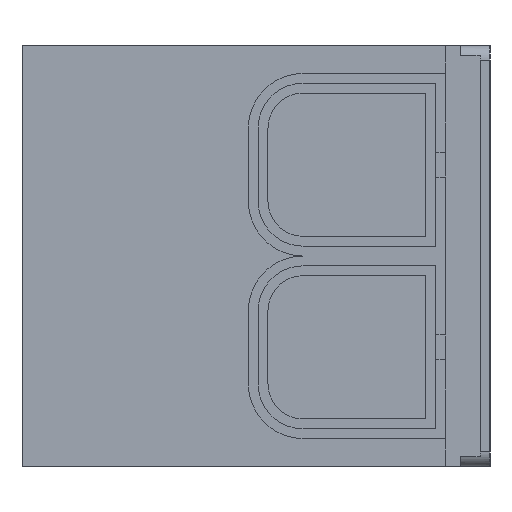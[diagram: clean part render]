
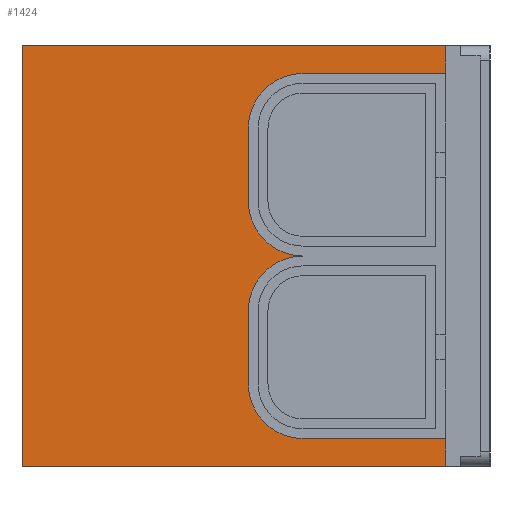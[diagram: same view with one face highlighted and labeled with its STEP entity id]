
A CAD part, left-side view. The second image highlights one B-rep face of the part: STEP entity #1424.
In plain terms, the highlighted planar face has unit normal (-1, 0, 0).
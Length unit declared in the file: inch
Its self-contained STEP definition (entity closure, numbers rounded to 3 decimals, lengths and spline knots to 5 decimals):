
#6 = LINE ( 'NONE', #1361, #4457 ) ;
#34 = EDGE_CURVE ( 'NONE', #6543, #3269, #239, .T. ) ;
#87 = DIRECTION ( 'NONE',  ( 0., -1., 0. ) ) ;
#102 = LINE ( 'NONE', #6508, #5518 ) ;
#239 = LINE ( 'NONE', #6138, #4134 ) ;
#404 = CARTESIAN_POINT ( 'NONE',  ( -1.4175, 1.25827, -0.3685 ) ) ;
#475 = CARTESIAN_POINT ( 'NONE',  ( -1.4175, 1.62677, -0.86063 ) ) ;
#620 = ORIENTED_EDGE ( 'NONE', *, *, #4766, .T. ) ;
#737 = CARTESIAN_POINT ( 'NONE',  ( -1.4175, 3.15, 1.4175 ) ) ;
#1155 = ORIENTED_EDGE ( 'NONE', *, *, #1304, .F. ) ;
#1161 = DIRECTION ( 'NONE',  ( -1., 0., 0. ) ) ;
#1175 = VERTEX_POINT ( 'NONE', #6014 ) ;
#1294 = CIRCLE ( 'NONE', #4521, 0.3685 ) ;
#1304 = EDGE_CURVE ( 'NONE', #2647, #4432, #1737, .T. ) ;
#1361 = CARTESIAN_POINT ( 'NONE',  ( -1.4175, 3.15, -1.22913 ) ) ;
#1424 = ADVANCED_FACE ( 'NONE', ( #6469 ), #3773, .F. ) ;
#1605 = EDGE_LOOP ( 'NONE', ( #6942, #3558, #4676, #2842, #2854, #2627, #7027, #2368, #1155, #4024, #1974, #8264, #620 ) ) ;
#1733 = CARTESIAN_POINT ( 'NONE',  ( -1.4175, 1.62677, -0.3685 ) ) ;
#1737 = CIRCLE ( 'NONE', #5908, 0.3685 ) ;
#1833 = DIRECTION ( 'NONE',  ( 1., 0., 0. ) ) ;
#1903 = VERTEX_POINT ( 'NONE', #6335 ) ;
#1909 = DIRECTION ( 'NONE',  ( 0., -1., 0. ) ) ;
#1974 = ORIENTED_EDGE ( 'NONE', *, *, #34, .T. ) ;
#2053 = LINE ( 'NONE', #5091, #7540 ) ;
#2146 = VERTEX_POINT ( 'NONE', #7532 ) ;
#2197 = CARTESIAN_POINT ( 'NONE',  ( -1.4175, 1.25827, 1.22913 ) ) ;
#2303 = DIRECTION ( 'NONE',  ( -1., 0., 0. ) ) ;
#2306 = CARTESIAN_POINT ( 'NONE',  ( -1.4175, 1.25827, -0.86063 ) ) ;
#2368 = ORIENTED_EDGE ( 'NONE', *, *, #5651, .F. ) ;
#2467 = LINE ( 'NONE', #7998, #6719 ) ;
#2542 = EDGE_CURVE ( 'NONE', #4130, #2568, #4038, .T. ) ;
#2568 = VERTEX_POINT ( 'NONE', #2591 ) ;
#2572 = DIRECTION ( 'NONE',  ( 0., 0., -1. ) ) ;
#2591 = CARTESIAN_POINT ( 'NONE',  ( -1.4175, 1.25827, -1.22913 ) ) ;
#2627 = ORIENTED_EDGE ( 'NONE', *, *, #5188, .F. ) ;
#2647 = VERTEX_POINT ( 'NONE', #3903 ) ;
#2773 = DIRECTION ( 'NONE',  ( -1., 0., 0. ) ) ;
#2842 = ORIENTED_EDGE ( 'NONE', *, *, #4247, .T. ) ;
#2854 = ORIENTED_EDGE ( 'NONE', *, *, #3696, .F. ) ;
#2864 = DIRECTION ( 'NONE',  ( 0., 0., -1. ) ) ;
#3191 = VERTEX_POINT ( 'NONE', #2197 ) ;
#3269 = VERTEX_POINT ( 'NONE', #6113 ) ;
#3382 = CARTESIAN_POINT ( 'NONE',  ( -1.4175, 1.62677, 0.3685 ) ) ;
#3388 = EDGE_CURVE ( 'NONE', #6543, #2647, #4842, .T. ) ;
#3558 = ORIENTED_EDGE ( 'NONE', *, *, #4810, .F. ) ;
#3696 = EDGE_CURVE ( 'NONE', #1175, #5700, #2467, .T. ) ;
#3773 = PLANE ( 'NONE',  #6310 ) ;
#3853 = EDGE_CURVE ( 'NONE', #2146, #7118, #102, .T. ) ;
#3903 = CARTESIAN_POINT ( 'NONE',  ( -1.4175, 1.25871, 0. ) ) ;
#3922 = CARTESIAN_POINT ( 'NONE',  ( -1.4175, 1.25827, 0.3685 ) ) ;
#3950 = LINE ( 'NONE', #6512, #7812 ) ;
#3952 = VERTEX_POINT ( 'NONE', #7271 ) ;
#3985 = DIRECTION ( 'NONE',  ( 0., 0., -1. ) ) ;
#4024 = ORIENTED_EDGE ( 'NONE', *, *, #3388, .F. ) ;
#4038 = CIRCLE ( 'NONE', #5658, 0.3685 ) ;
#4130 = VERTEX_POINT ( 'NONE', #475 ) ;
#4134 = VECTOR ( 'NONE', #7440, 39.37008 ) ;
#4247 = EDGE_CURVE ( 'NONE', #1903, #5700, #7681, .T. ) ;
#4280 = DIRECTION ( 'NONE',  ( 0., 0., -1. ) ) ;
#4432 = VERTEX_POINT ( 'NONE', #1733 ) ;
#4448 = DIRECTION ( 'NONE',  ( 0., 0., -1. ) ) ;
#4457 = VECTOR ( 'NONE', #87, 39.37008 ) ;
#4521 = AXIS2_PLACEMENT_3D ( 'NONE', #6641, #2773, #5308 ) ;
#4568 = AXIS2_PLACEMENT_3D ( 'NONE', #3922, #6403, #2572 ) ;
#4590 = DIRECTION ( 'NONE',  ( 0., -1., 0. ) ) ;
#4676 = ORIENTED_EDGE ( 'NONE', *, *, #5760, .F. ) ;
#4751 = CARTESIAN_POINT ( 'NONE',  ( -1.4175, 3.15, 1.4175 ) ) ;
#4766 = EDGE_CURVE ( 'NONE', #3191, #7118, #3950, .T. ) ;
#4810 = EDGE_CURVE ( 'NONE', #3952, #2146, #2053, .T. ) ;
#4837 = DIRECTION ( 'NONE',  ( 0., 0., 1. ) ) ;
#4842 = CIRCLE ( 'NONE', #4568, 0.3685 ) ;
#5091 = CARTESIAN_POINT ( 'NONE',  ( -1.4175, 3.15, 1.4175 ) ) ;
#5104 = DIRECTION ( 'NONE',  ( 0., 0., -1. ) ) ;
#5188 = EDGE_CURVE ( 'NONE', #2568, #1175, #6, .T. ) ;
#5308 = DIRECTION ( 'NONE',  ( 0., 0., -1. ) ) ;
#5345 = CARTESIAN_POINT ( 'NONE',  ( -1.4175, 0.29921, -1.4175 ) ) ;
#5518 = VECTOR ( 'NONE', #3985, 39.37008 ) ;
#5553 = DIRECTION ( 'NONE',  ( 0., 0., -1. ) ) ;
#5651 = EDGE_CURVE ( 'NONE', #4432, #4130, #6993, .T. ) ;
#5658 = AXIS2_PLACEMENT_3D ( 'NONE', #2306, #1161, #4280 ) ;
#5700 = VERTEX_POINT ( 'NONE', #5345 ) ;
#5760 = EDGE_CURVE ( 'NONE', #1903, #3952, #6096, .T. ) ;
#5795 = CARTESIAN_POINT ( 'NONE',  ( -1.4175, 3.15, -1.4175 ) ) ;
#5866 = VECTOR ( 'NONE', #5104, 39.37008 ) ;
#5908 = AXIS2_PLACEMENT_3D ( 'NONE', #404, #2303, #5553 ) ;
#6014 = CARTESIAN_POINT ( 'NONE',  ( -1.4175, 0.29921, -1.22913 ) ) ;
#6060 = VECTOR ( 'NONE', #1909, 39.37008 ) ;
#6096 = LINE ( 'NONE', #4751, #6938 ) ;
#6113 = CARTESIAN_POINT ( 'NONE',  ( -1.4175, 1.62677, 0.86063 ) ) ;
#6138 = CARTESIAN_POINT ( 'NONE',  ( -1.4175, 1.62677, 1.4175 ) ) ;
#6148 = CARTESIAN_POINT ( 'NONE',  ( -1.4175, 0.29921, 1.22913 ) ) ;
#6310 = AXIS2_PLACEMENT_3D ( 'NONE', #737, #1833, #4448 ) ;
#6322 = CARTESIAN_POINT ( 'NONE',  ( -1.4175, 1.62677, 1.4175 ) ) ;
#6335 = CARTESIAN_POINT ( 'NONE',  ( -1.4175, 3.15, -1.4175 ) ) ;
#6403 = DIRECTION ( 'NONE',  ( -1., 0., 0. ) ) ;
#6469 = FACE_OUTER_BOUND ( 'NONE', #1605, .T. ) ;
#6508 = CARTESIAN_POINT ( 'NONE',  ( -1.4175, 0.29921, 1.4175 ) ) ;
#6512 = CARTESIAN_POINT ( 'NONE',  ( -1.4175, 3.15, 1.22913 ) ) ;
#6543 = VERTEX_POINT ( 'NONE', #3382 ) ;
#6641 = CARTESIAN_POINT ( 'NONE',  ( -1.4175, 1.25827, 0.86063 ) ) ;
#6719 = VECTOR ( 'NONE', #2864, 39.37008 ) ;
#6938 = VECTOR ( 'NONE', #4837, 39.37008 ) ;
#6942 = ORIENTED_EDGE ( 'NONE', *, *, #3853, .F. ) ;
#6993 = LINE ( 'NONE', #6322, #5866 ) ;
#7027 = ORIENTED_EDGE ( 'NONE', *, *, #2542, .F. ) ;
#7118 = VERTEX_POINT ( 'NONE', #6148 ) ;
#7271 = CARTESIAN_POINT ( 'NONE',  ( -1.4175, 3.15, 1.4175 ) ) ;
#7406 = EDGE_CURVE ( 'NONE', #3191, #3269, #1294, .T. ) ;
#7440 = DIRECTION ( 'NONE',  ( 0., 0., 1. ) ) ;
#7532 = CARTESIAN_POINT ( 'NONE',  ( -1.4175, 0.29921, 1.4175 ) ) ;
#7540 = VECTOR ( 'NONE', #7696, 39.37008 ) ;
#7681 = LINE ( 'NONE', #5795, #6060 ) ;
#7696 = DIRECTION ( 'NONE',  ( 0., -1., 0. ) ) ;
#7812 = VECTOR ( 'NONE', #4590, 39.37008 ) ;
#7998 = CARTESIAN_POINT ( 'NONE',  ( -1.4175, 0.29921, 1.4175 ) ) ;
#8264 = ORIENTED_EDGE ( 'NONE', *, *, #7406, .F. ) ;
